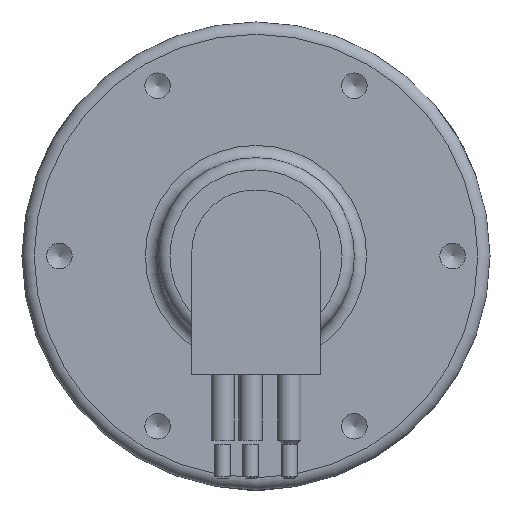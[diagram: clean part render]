
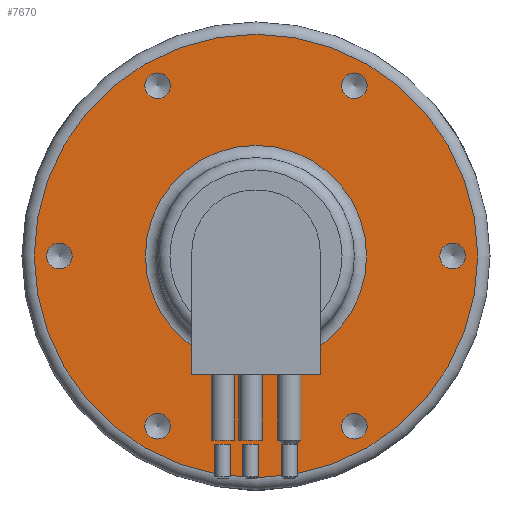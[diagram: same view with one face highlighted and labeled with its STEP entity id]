
A CAD part, front view. The second image highlights one B-rep face of the part: STEP entity #7670.
In plain terms, the highlighted planar face has unit normal (0, -1, 0).
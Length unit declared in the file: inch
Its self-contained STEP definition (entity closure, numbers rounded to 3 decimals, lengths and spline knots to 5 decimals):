
#1555=FACE_BOUND('',#2166,.T.);
#1556=FACE_BOUND('',#2167,.T.);
#1557=FACE_BOUND('',#2168,.T.);
#1558=FACE_BOUND('',#2169,.T.);
#1559=FACE_BOUND('',#2170,.T.);
#1560=FACE_BOUND('',#2171,.T.);
#1561=FACE_BOUND('',#2172,.T.);
#1687=FACE_OUTER_BOUND('',#2165,.T.);
#2165=EDGE_LOOP('',(#5119));
#2166=EDGE_LOOP('',(#5120));
#2167=EDGE_LOOP('',(#5121));
#2168=EDGE_LOOP('',(#5122));
#2169=EDGE_LOOP('',(#5123));
#2170=EDGE_LOOP('',(#5124));
#2171=EDGE_LOOP('',(#5125));
#2172=EDGE_LOOP('',(#5126));
#2637=CIRCLE('',#8224,0.065);
#2639=CIRCLE('',#8228,0.065);
#2641=CIRCLE('',#8232,0.065);
#2643=CIRCLE('',#8236,0.065);
#2645=CIRCLE('',#8240,0.065);
#2647=CIRCLE('',#8244,0.065);
#2652=CIRCLE('',#8251,1.1275);
#2653=CIRCLE('',#8253,0.5625);
#2968=VERTEX_POINT('',#12937);
#2971=VERTEX_POINT('',#12946);
#2974=VERTEX_POINT('',#12955);
#2977=VERTEX_POINT('',#12964);
#2980=VERTEX_POINT('',#12973);
#2983=VERTEX_POINT('',#12982);
#2988=VERTEX_POINT('',#12995);
#2989=VERTEX_POINT('',#12999);
#3770=EDGE_CURVE('',#2968,#2968,#2637,.T.);
#3774=EDGE_CURVE('',#2971,#2971,#2639,.T.);
#3778=EDGE_CURVE('',#2974,#2974,#2641,.T.);
#3782=EDGE_CURVE('',#2977,#2977,#2643,.T.);
#3786=EDGE_CURVE('',#2980,#2980,#2645,.T.);
#3790=EDGE_CURVE('',#2983,#2983,#2647,.T.);
#3797=EDGE_CURVE('',#2988,#2988,#2652,.T.);
#3798=EDGE_CURVE('',#2989,#2989,#2653,.T.);
#5119=ORIENTED_EDGE('',*,*,#3797,.F.);
#5120=ORIENTED_EDGE('',*,*,#3790,.T.);
#5121=ORIENTED_EDGE('',*,*,#3786,.T.);
#5122=ORIENTED_EDGE('',*,*,#3782,.T.);
#5123=ORIENTED_EDGE('',*,*,#3778,.T.);
#5124=ORIENTED_EDGE('',*,*,#3774,.T.);
#5125=ORIENTED_EDGE('',*,*,#3770,.T.);
#5126=ORIENTED_EDGE('',*,*,#3798,.F.);
#6958=PLANE('',#8252);
#7670=ADVANCED_FACE('',(#1687,#1555,#1556,#1557,#1558,#1559,#1560,#1561),
#6958,.F.);
#8224=AXIS2_PLACEMENT_3D('',#12938,#9214,#9215);
#8228=AXIS2_PLACEMENT_3D('',#12947,#9224,#9225);
#8232=AXIS2_PLACEMENT_3D('',#12956,#9234,#9235);
#8236=AXIS2_PLACEMENT_3D('',#12965,#9244,#9245);
#8240=AXIS2_PLACEMENT_3D('',#12974,#9254,#9255);
#8244=AXIS2_PLACEMENT_3D('',#12983,#9264,#9265);
#8251=AXIS2_PLACEMENT_3D('',#12997,#9280,#9281);
#8252=AXIS2_PLACEMENT_3D('',#12998,#9282,#9283);
#8253=AXIS2_PLACEMENT_3D('',#13000,#9284,#9285);
#9214=DIRECTION('center_axis',(0.,1.,0.));
#9215=DIRECTION('ref_axis',(-1.,0.,0.));
#9224=DIRECTION('center_axis',(0.,1.,0.));
#9225=DIRECTION('ref_axis',(-0.5,0.,0.866));
#9234=DIRECTION('center_axis',(0.,1.,0.));
#9235=DIRECTION('ref_axis',(0.5,0.,0.866));
#9244=DIRECTION('center_axis',(0.,1.,0.));
#9245=DIRECTION('ref_axis',(1.,0.,0.));
#9254=DIRECTION('center_axis',(0.,1.,0.));
#9255=DIRECTION('ref_axis',(0.5,0.,-0.866));
#9264=DIRECTION('center_axis',(0.,1.,0.));
#9265=DIRECTION('ref_axis',(-0.5,0.,-0.866));
#9280=DIRECTION('center_axis',(0.,1.,0.));
#9281=DIRECTION('ref_axis',(1.,0.,0.));
#9282=DIRECTION('center_axis',(0.,1.,0.));
#9283=DIRECTION('ref_axis',(1.,0.,0.));
#9284=DIRECTION('center_axis',(0.,-1.,0.));
#9285=DIRECTION('ref_axis',(1.,0.,0.));
#12937=CARTESIAN_POINT('',(1.065,-1.45,0.));
#12938=CARTESIAN_POINT('Origin',(1.,-1.45,0.));
#12946=CARTESIAN_POINT('',(0.5325,-1.45,-0.92232));
#12947=CARTESIAN_POINT('Origin',(0.5,-1.45,-0.86603));
#12955=CARTESIAN_POINT('',(-0.5325,-1.45,-0.92232));
#12956=CARTESIAN_POINT('Origin',(-0.5,-1.45,-0.86603));
#12964=CARTESIAN_POINT('',(-1.065,-1.45,0.));
#12965=CARTESIAN_POINT('Origin',(-1.,-1.45,0.));
#12973=CARTESIAN_POINT('',(-0.5325,-1.45,0.92232));
#12974=CARTESIAN_POINT('Origin',(-0.5,-1.45,0.86603));
#12982=CARTESIAN_POINT('',(0.5325,-1.45,0.92232));
#12983=CARTESIAN_POINT('Origin',(0.5,-1.45,0.86603));
#12995=CARTESIAN_POINT('',(-1.1275,-1.45,0.));
#12997=CARTESIAN_POINT('Origin',(0.,-1.45,0.));
#12998=CARTESIAN_POINT('Origin',(0.,-1.45,0.));
#12999=CARTESIAN_POINT('',(0.5625,-1.45,0.));
#13000=CARTESIAN_POINT('Origin',(0.,-1.45,0.));
